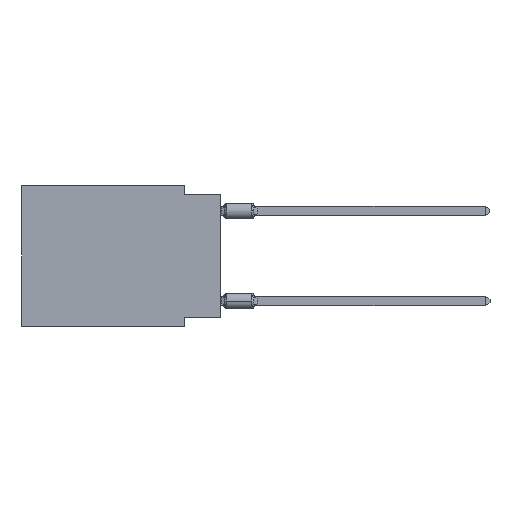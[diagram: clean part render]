
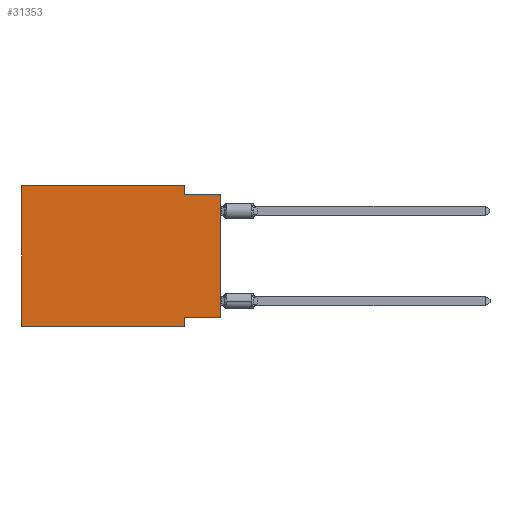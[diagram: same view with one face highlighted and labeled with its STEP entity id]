
A CAD part, left-side view. The second image highlights one B-rep face of the part: STEP entity #31353.
In plain terms, the highlighted planar face has unit normal (-1, 0, 0).
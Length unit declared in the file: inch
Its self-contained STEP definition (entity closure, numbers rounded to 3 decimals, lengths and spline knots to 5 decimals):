
#1263 = EDGE_CURVE ( 'NONE', #47994, #39130, #5935, .T. ) ;
#1675 = CARTESIAN_POINT ( 'NONE',  ( 0., 0.55, -0.39 ) ) ;
#1905 = DIRECTION ( 'NONE',  ( 0., 0., -1. ) ) ;
#2666 = CARTESIAN_POINT ( 'NONE',  ( 0., 0., -0.365 ) ) ;
#5891 = CARTESIAN_POINT ( 'NONE',  ( 0., 0.1, 0. ) ) ;
#5935 = LINE ( 'NONE', #26795, #47402 ) ;
#6287 = CARTESIAN_POINT ( 'NONE',  ( 0., 0.55, 0. ) ) ;
#6702 = PLANE ( 'NONE',  #61547 ) ;
#8202 = CARTESIAN_POINT ( 'NONE',  ( 0., 0.1, -0.025 ) ) ;
#12222 = CARTESIAN_POINT ( 'NONE',  ( 0., 0., -0.365 ) ) ;
#13067 = ORIENTED_EDGE ( 'NONE', *, *, #48137, .F. ) ;
#14090 = LINE ( 'NONE', #34949, #46310 ) ;
#14715 = VECTOR ( 'NONE', #43877, 39.37008 ) ;
#16404 = VERTEX_POINT ( 'NONE', #1675 ) ;
#17986 = DIRECTION ( 'NONE',  ( 0., 0., 1. ) ) ;
#19281 = CARTESIAN_POINT ( 'NONE',  ( 0., 0.55, 0. ) ) ;
#19823 = CARTESIAN_POINT ( 'NONE',  ( 0., 0.1, -0.39 ) ) ;
#20292 = DIRECTION ( 'NONE',  ( 0., 0., 1. ) ) ;
#20316 = ORIENTED_EDGE ( 'NONE', *, *, #51221, .F. ) ;
#20396 = VERTEX_POINT ( 'NONE', #6287 ) ;
#21288 = DIRECTION ( 'NONE',  ( 0., 0., -1. ) ) ;
#21654 = EDGE_CURVE ( 'NONE', #32579, #39130, #43971, .T. ) ;
#23031 = CARTESIAN_POINT ( 'NONE',  ( 0., 0.55, -0.39 ) ) ;
#23154 = DIRECTION ( 'NONE',  ( 0., 1., 0. ) ) ;
#24679 = ORIENTED_EDGE ( 'NONE', *, *, #21654, .T. ) ;
#26795 = CARTESIAN_POINT ( 'NONE',  ( 0., 0., -0.025 ) ) ;
#27585 = CARTESIAN_POINT ( 'NONE',  ( 0., 0., 0. ) ) ;
#27898 = CARTESIAN_POINT ( 'NONE',  ( 0., 0.55, 0. ) ) ;
#28417 = VECTOR ( 'NONE', #20292, 39.37008 ) ;
#28619 = LINE ( 'NONE', #12222, #54571 ) ;
#28962 = EDGE_CURVE ( 'NONE', #33182, #47994, #42807, .T. ) ;
#29743 = ORIENTED_EDGE ( 'NONE', *, *, #32987, .T. ) ;
#31133 = ORIENTED_EDGE ( 'NONE', *, *, #32070, .F. ) ;
#31353 = ADVANCED_FACE ( 'NONE', ( #48768 ), #6702, .F. ) ;
#31857 = CARTESIAN_POINT ( 'NONE',  ( 0., 0.1, 0. ) ) ;
#32070 = EDGE_CURVE ( 'NONE', #20396, #33182, #14090, .T. ) ;
#32579 = VERTEX_POINT ( 'NONE', #2666 ) ;
#32620 = ORIENTED_EDGE ( 'NONE', *, *, #28962, .F. ) ;
#32698 = DIRECTION ( 'NONE',  ( 1., 0., 0. ) ) ;
#32987 = EDGE_CURVE ( 'NONE', #16404, #48094, #39756, .T. ) ;
#33182 = VERTEX_POINT ( 'NONE', #31857 ) ;
#34949 = CARTESIAN_POINT ( 'NONE',  ( 0., 0.55, 0. ) ) ;
#36757 = EDGE_LOOP ( 'NONE', ( #24679, #64482, #32620, #31133, #20316, #29743, #13067, #52929 ) ) ;
#39130 = VERTEX_POINT ( 'NONE', #55996 ) ;
#39756 = LINE ( 'NONE', #23031, #14715 ) ;
#40332 = CARTESIAN_POINT ( 'NONE',  ( 0., 0.1, -0.39 ) ) ;
#42807 = LINE ( 'NONE', #5891, #58088 ) ;
#43877 = DIRECTION ( 'NONE',  ( 0., -1., 0. ) ) ;
#43971 = LINE ( 'NONE', #27585, #47790 ) ;
#46284 = LINE ( 'NONE', #19281, #28417 ) ;
#46310 = VECTOR ( 'NONE', #55841, 39.37008 ) ;
#47402 = VECTOR ( 'NONE', #53480, 39.37008 ) ;
#47790 = VECTOR ( 'NONE', #17986, 39.37008 ) ;
#47994 = VERTEX_POINT ( 'NONE', #8202 ) ;
#48094 = VERTEX_POINT ( 'NONE', #40332 ) ;
#48137 = EDGE_CURVE ( 'NONE', #60910, #48094, #67042, .T. ) ;
#48499 = CARTESIAN_POINT ( 'NONE',  ( 0., 0.1, -0.365 ) ) ;
#48768 = FACE_OUTER_BOUND ( 'NONE', #36757, .T. ) ;
#51221 = EDGE_CURVE ( 'NONE', #16404, #20396, #46284, .T. ) ;
#51285 = DIRECTION ( 'NONE',  ( 0., 0., -1. ) ) ;
#52929 = ORIENTED_EDGE ( 'NONE', *, *, #65204, .F. ) ;
#53480 = DIRECTION ( 'NONE',  ( 0., -1., 0. ) ) ;
#54571 = VECTOR ( 'NONE', #23154, 39.37008 ) ;
#55841 = DIRECTION ( 'NONE',  ( 0., -1., 0. ) ) ;
#55996 = CARTESIAN_POINT ( 'NONE',  ( 0., 0., -0.025 ) ) ;
#58088 = VECTOR ( 'NONE', #21288, 39.37008 ) ;
#59974 = VECTOR ( 'NONE', #51285, 39.37008 ) ;
#60910 = VERTEX_POINT ( 'NONE', #48499 ) ;
#61547 = AXIS2_PLACEMENT_3D ( 'NONE', #27898, #32698, #1905 ) ;
#64482 = ORIENTED_EDGE ( 'NONE', *, *, #1263, .F. ) ;
#65204 = EDGE_CURVE ( 'NONE', #32579, #60910, #28619, .T. ) ;
#67042 = LINE ( 'NONE', #19823, #59974 ) ;
